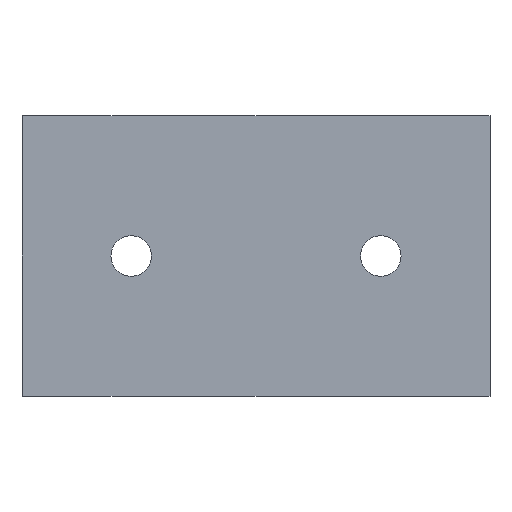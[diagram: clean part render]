
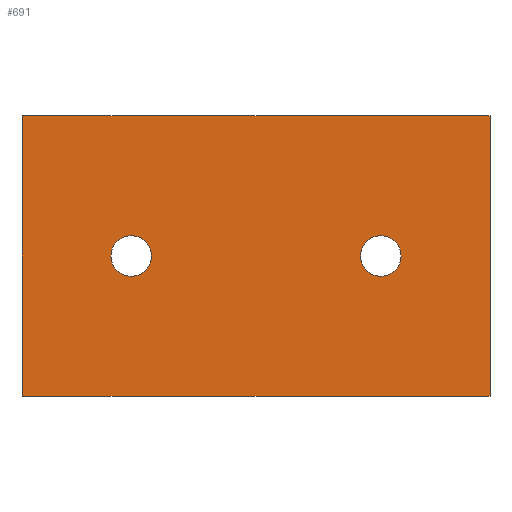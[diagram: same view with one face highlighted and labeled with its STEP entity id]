
A CAD part, front view. The second image highlights one B-rep face of the part: STEP entity #691.
In plain terms, the highlighted planar face has unit normal (0, -1, 0).
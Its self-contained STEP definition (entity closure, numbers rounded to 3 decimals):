
#43=FACE_BOUND('',#120,.T.);
#44=FACE_BOUND('',#121,.T.);
#71=FACE_OUTER_BOUND('',#119,.T.);
#119=EDGE_LOOP('',(#603,#604,#605,#606));
#120=EDGE_LOOP('',(#607));
#121=EDGE_LOOP('',(#608));
#138=CIRCLE('',#732,3.25);
#152=CIRCLE('',#758,3.25);
#172=LINE('',#1020,#240);
#204=LINE('',#1112,#272);
#217=LINE('',#1148,#285);
#218=LINE('',#1150,#286);
#240=VECTOR('',#822,10.);
#272=VECTOR('',#910,10.);
#285=VECTOR('',#945,10.);
#286=VECTOR('',#948,10.);
#311=VERTEX_POINT('',#1017);
#312=VERTEX_POINT('',#1019);
#314=VERTEX_POINT('',#1030);
#343=VERTEX_POINT('',#1109);
#344=VERTEX_POINT('',#1111);
#346=VERTEX_POINT('',#1117);
#380=EDGE_CURVE('',#311,#312,#172,.T.);
#387=EDGE_CURVE('',#314,#314,#138,.T.);
#426=EDGE_CURVE('',#343,#344,#204,.T.);
#430=EDGE_CURVE('',#346,#346,#152,.T.);
#445=EDGE_CURVE('',#312,#343,#217,.T.);
#446=EDGE_CURVE('',#344,#311,#218,.T.);
#603=ORIENTED_EDGE('',*,*,#446,.F.);
#604=ORIENTED_EDGE('',*,*,#426,.F.);
#605=ORIENTED_EDGE('',*,*,#445,.F.);
#606=ORIENTED_EDGE('',*,*,#380,.F.);
#607=ORIENTED_EDGE('',*,*,#387,.F.);
#608=ORIENTED_EDGE('',*,*,#430,.F.);
#660=PLANE('',#767);
#691=ADVANCED_FACE('',(#71,#43,#44),#660,.F.);
#732=AXIS2_PLACEMENT_3D('',#1032,#836,#837);
#758=AXIS2_PLACEMENT_3D('',#1119,#917,#918);
#767=AXIS2_PLACEMENT_3D('',#1149,#946,#947);
#822=DIRECTION('',(0.,0.,1.));
#836=DIRECTION('center_axis',(0.,-1.,0.));
#837=DIRECTION('ref_axis',(1.,0.,0.));
#910=DIRECTION('',(0.,0.,-1.));
#917=DIRECTION('center_axis',(0.,-1.,0.));
#918=DIRECTION('ref_axis',(1.,0.,0.));
#945=DIRECTION('',(1.,0.,0.));
#946=DIRECTION('center_axis',(0.,1.,0.));
#947=DIRECTION('ref_axis',(-1.,0.,0.));
#948=DIRECTION('',(-1.,0.,0.));
#1017=CARTESIAN_POINT('',(112.5,5.,-157.5));
#1019=CARTESIAN_POINT('',(112.5,5.,-112.5));
#1020=CARTESIAN_POINT('',(112.5,5.,-157.5));
#1030=CARTESIAN_POINT('',(126.75,5.,-135.));
#1032=CARTESIAN_POINT('Origin',(130.,5.,-135.));
#1109=CARTESIAN_POINT('',(187.5,5.,-112.5));
#1111=CARTESIAN_POINT('',(187.5,5.,-157.5));
#1112=CARTESIAN_POINT('',(187.5,5.,-112.5));
#1117=CARTESIAN_POINT('',(166.75,5.,-135.));
#1119=CARTESIAN_POINT('Origin',(170.,5.,-135.));
#1148=CARTESIAN_POINT('',(112.5,5.,-112.5));
#1149=CARTESIAN_POINT('Origin',(150.,5.,-135.));
#1150=CARTESIAN_POINT('',(187.5,5.,-157.5));
